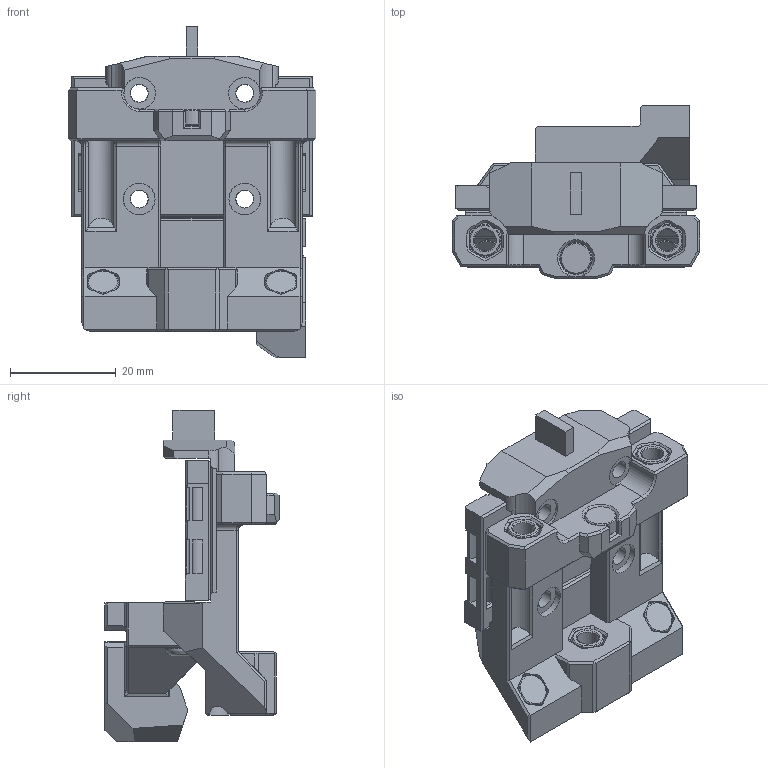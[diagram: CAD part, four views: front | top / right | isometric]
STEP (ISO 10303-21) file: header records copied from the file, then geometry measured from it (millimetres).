
FILE_DESCRIPTION(/* description */ (''),/* implementation_level */ '2;1');
FILE_NAME(/* name */ 'Shuttle.step',/* time_stamp */ '2024-01-07T20:38:36-07:00',/* author */ (''),/* organization */ (''),/* preprocessor_version */ 'ST-DEVELOPER v20',/* originating_system */ 'Autodesk Translation Framework v12.14.0.127',/* authorisation */ '');
FILE_SCHEMA (('AUTOMOTIVE_DESIGN { 1 0 10303 214 3 1 1 }'));
Products named in the file (14): Shuttle; Shuttle (2); Endstops; Hall_Effect_Shuttle_Keeper; Hall_Effect_Shuttle_Keeper (1); 3x6mm Magnet (1); Hardware (1); M3 Threaded Insert (3); M3x6 BHCS (2); Shuttle_Keeper; Bushings 6x4x6; 3x6mm Magnet (1) (2); 3x6mm Magnet (1) (3); 3x6mm Magnet (1) (3) (1)
Assembly tree (13 placements, depth 4):
  Shuttle
    Shuttle (2)
    Endstops
      Hall_Effect_Shuttle_Keeper
        Hall_Effect_Shuttle_Keeper (1)
        3x6mm Magnet (1)
      Hardware (1)
        M3 Threaded Insert (3)
        M3x6 BHCS (2)
    Shuttle_Keeper
    Bushings 6x4x6
    3x6mm Magnet (1) (2)
    3x6mm Magnet (1) (3)
    3x6mm Magnet (1) (3) (1)
Bounding box: 46.86 x 32.9 x 62.59 mm (x, y, z)
Volume: 24592.8 mm3; surface area: 17373.9 mm2
Topology: 12 solids, 50 shells, 1455 faces, 3833 edges, 2496 vertices
Faces by surface type: plane 950, cylinder 313, bspline 111, cone 80, torus 1
Full cylindrical faces by diameter (mm): 1.9 x2, 2.8 x2, 2.9 x1, 3 x1, 3.2 x2, 3.4 x8, 4 x3, 4.1 x1, 4.25 x2, 4.7 x1, 5.1 x2, 5.7 x1, 6 x11, 6.1 x2
Entity records: 52428 total; most frequent: CARTESIAN_POINT 16133, ORIENTED_EDGE 7664, DIRECTION 7196, EDGE_CURVE 3832, LINE 2556, VECTOR 2556, VERTEX_POINT 2496, AXIS2_PLACEMENT_3D 2320
